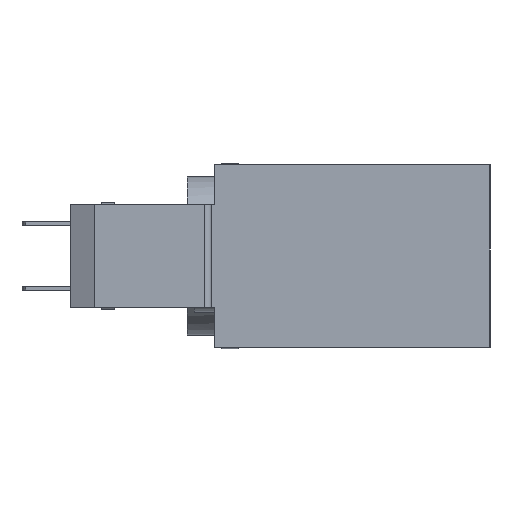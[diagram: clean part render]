
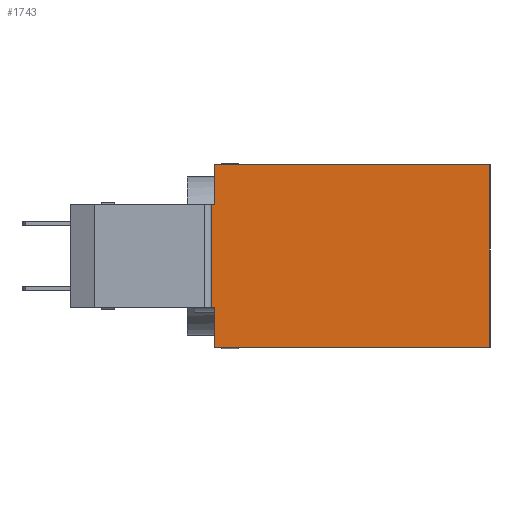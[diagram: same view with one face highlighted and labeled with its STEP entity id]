
A CAD part, left-side view. The second image highlights one B-rep face of the part: STEP entity #1743.
In plain terms, the highlighted free-form (B-spline) face has degree [1, 1] with [2, 2] control points.
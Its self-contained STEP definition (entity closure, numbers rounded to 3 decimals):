
#1566=CARTESIAN_POINT('',(-61.5,20.5,7.5));
#1567=VERTEX_POINT('',#1566);
#1576=CARTESIAN_POINT('',(-61.5,20.,7.5));
#1577=VERTEX_POINT('',#1576);
#1578=CARTESIAN_POINT('',(-61.5,20.,7.5));
#1579=DIRECTION('',(0.0,1.0,0.0));
#1580=VECTOR('',#1579,0.5);
#1581=LINE('',#1578,#1580);
#1582=EDGE_CURVE('',#1577,#1567,#1581,.T.);
#1637=CARTESIAN_POINT('',(-61.5,20.5,-7.5));
#1638=VERTEX_POINT('',#1637);
#1646=CARTESIAN_POINT('',(-61.5,20.,-7.5));
#1647=VERTEX_POINT('',#1646);
#1654=CARTESIAN_POINT('',(-61.5,20.,-7.5));
#1655=DIRECTION('',(0.0,1.0,0.0));
#1656=VECTOR('',#1655,0.5);
#1657=LINE('',#1654,#1656);
#1658=EDGE_CURVE('',#1647,#1638,#1657,.T.);
#1668=CARTESIAN_POINT('',(-61.5,20.5,-7.5));
#1669=DIRECTION('',(0.0,0.0,1.0));
#1670=VECTOR('',#1669,15.0);
#1671=LINE('',#1668,#1670);
#1672=EDGE_CURVE('',#1638,#1567,#1671,.T.);
#1695=CARTESIAN_POINT('',(-61.5,20.5,13.25));
#1696=CARTESIAN_POINT('',(-61.5,20.5,-13.25));
#1697=CARTESIAN_POINT('',(-61.5,-20.,13.25));
#1698=CARTESIAN_POINT('',(-61.5,-20.,-13.25));
#1699=B_SPLINE_SURFACE_WITH_KNOTS('',1,1,((#1695,#1697),(#1696,#1698)),.UNSPECIFIED.,.F.,.F.,.U.,(2,2),(2,2),(0.0,26.5),(0.0,40.5),.UNSPECIFIED.);
#1700=CARTESIAN_POINT('',(-61.5,20.,13.25));
#1701=VERTEX_POINT('',#1700);
#1702=CARTESIAN_POINT('',(-61.5,20.,13.25));
#1703=DIRECTION('',(0.0,0.0,-1.0));
#1704=VECTOR('',#1703,5.75);
#1705=LINE('',#1702,#1704);
#1706=EDGE_CURVE('',#1701,#1577,#1705,.T.);
#1707=ORIENTED_EDGE('',*,*,#1706,.T.);
#1708=ORIENTED_EDGE('',*,*,#1582,.T.);
#1709=ORIENTED_EDGE('',*,*,#1672,.F.);
#1710=ORIENTED_EDGE('',*,*,#1658,.F.);
#1711=CARTESIAN_POINT('',(-61.5,20.,-13.25));
#1712=VERTEX_POINT('',#1711);
#1713=CARTESIAN_POINT('',(-61.5,20.,-7.5));
#1714=DIRECTION('',(0.0,0.0,-1.0));
#1715=VECTOR('',#1714,5.75);
#1716=LINE('',#1713,#1715);
#1717=EDGE_CURVE('',#1647,#1712,#1716,.T.);
#1718=ORIENTED_EDGE('',*,*,#1717,.T.);
#1719=CARTESIAN_POINT('',(-61.5,-20.,-13.25));
#1720=VERTEX_POINT('',#1719);
#1721=CARTESIAN_POINT('',(-61.5,20.,-13.25));
#1722=DIRECTION('',(0.0,-1.0,0.0));
#1723=VECTOR('',#1722,40.);
#1724=LINE('',#1721,#1723);
#1725=EDGE_CURVE('',#1712,#1720,#1724,.T.);
#1726=ORIENTED_EDGE('',*,*,#1725,.T.);
#1727=CARTESIAN_POINT('',(-61.5,-20.,13.25));
#1728=VERTEX_POINT('',#1727);
#1729=CARTESIAN_POINT('',(-61.5,-20.,-13.25));
#1730=DIRECTION('',(0.0,0.0,1.0));
#1731=VECTOR('',#1730,26.5);
#1732=LINE('',#1729,#1731);
#1733=EDGE_CURVE('',#1720,#1728,#1732,.T.);
#1734=ORIENTED_EDGE('',*,*,#1733,.T.);
#1735=CARTESIAN_POINT('',(-61.5,-20.,13.25));
#1736=DIRECTION('',(0.0,1.0,0.0));
#1737=VECTOR('',#1736,40.);
#1738=LINE('',#1735,#1737);
#1739=EDGE_CURVE('',#1728,#1701,#1738,.T.);
#1740=ORIENTED_EDGE('',*,*,#1739,.T.);
#1741=EDGE_LOOP('',(#1707,#1708,#1709,#1710,#1718,#1726,#1734,#1740));
#1742=FACE_OUTER_BOUND('',#1741,.T.);
#1743=ADVANCED_FACE('',(#1742),#1699,.T.);
